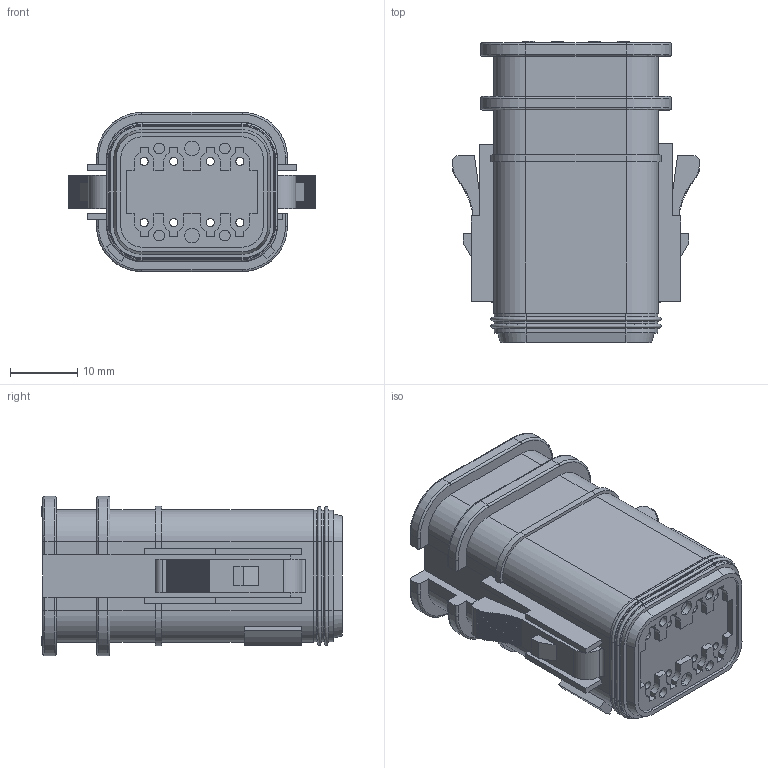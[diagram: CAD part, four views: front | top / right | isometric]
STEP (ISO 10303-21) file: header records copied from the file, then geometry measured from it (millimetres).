
FILE_DESCRIPTION (( 'STEP AP214' ), '1' );
FILE_NAME ('AT06-08SA-OMGRY.STEP', '2019-02-26T14:32:18', ( '' ), ( '' ), 'SwSTEP 2.0', 'SolidWorks 2018', '' );
FILE_SCHEMA (( 'AUTOMOTIVE_DESIGN' ));
Length unit declared in the file: inch
Products named in the file (1): AT06-08SA-OMGRY
Bounding box: 36.82 x 44.85 x 23.75 mm (x, y, z)
Volume: 20239.3 mm3; surface area: 8572.9 mm2
Topology: 3 solids, 4 shells, 1321 faces, 3627 edges, 2394 vertices
Faces by surface type: plane 889, cylinder 234, bspline 142, torus 40, cone 16
Entity records: 48637 total; most frequent: CARTESIAN_POINT 15369, ORIENTED_EDGE 7254, DIRECTION 6295, EDGE_CURVE 3627, LINE 2783, VECTOR 2783, VERTEX_POINT 2394, AXIS2_PLACEMENT_3D 1756
